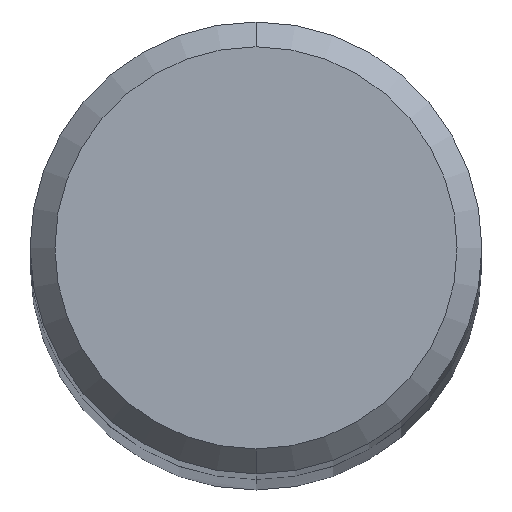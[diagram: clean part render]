
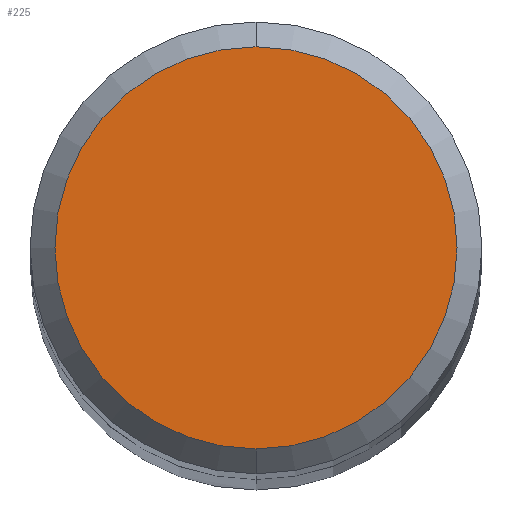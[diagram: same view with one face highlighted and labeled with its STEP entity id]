
A CAD part, top view. The second image highlights one B-rep face of the part: STEP entity #225.
In plain terms, the highlighted planar face has unit normal (0, 0, 1).
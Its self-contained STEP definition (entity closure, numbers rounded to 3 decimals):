
#225=ADVANCED_FACE('',(#492),#493,.T.);
#241=VERTEX_POINT('',#511);
#251=EDGE_CURVE('',#241,#371,#521,.T.);
#263=EDGE_CURVE('',#371,#241,#534,.T.);
#371=VERTEX_POINT('',#651);
#492=FACE_OUTER_BOUND('',#810,.T.);
#493=PLANE('',#811);
#511=CARTESIAN_POINT('',(0.0,4.05,63.0));
#521=CIRCLE('',#845,4.05);
#534=CIRCLE('',#859,4.05);
#651=CARTESIAN_POINT('',(0.,-4.05,63.0));
#810=EDGE_LOOP('',(#1367,#1368));
#811=AXIS2_PLACEMENT_3D('',#1369,#1370,#1371);
#845=AXIS2_PLACEMENT_3D('',#1409,#1410,#1411);
#859=AXIS2_PLACEMENT_3D('',#1420,#1421,#1422);
#1367=ORIENTED_EDGE('',*,*,#251,.F.);
#1368=ORIENTED_EDGE('',*,*,#263,.F.);
#1369=CARTESIAN_POINT('',(0.0,2.025,63.0));
#1370=DIRECTION('',(0.0,0.0,1.0));
#1371=DIRECTION('',(0.0,-1.0,0.0));
#1409=CARTESIAN_POINT('',(0.0,0.0,63.0));
#1410=DIRECTION('',(0.0,0.0,-1.0));
#1411=DIRECTION('',(0.0,1.0,0.0));
#1420=CARTESIAN_POINT('',(0.0,0.0,63.0));
#1421=DIRECTION('',(0.0,0.0,-1.0));
#1422=DIRECTION('',(0.0,1.0,0.0));
